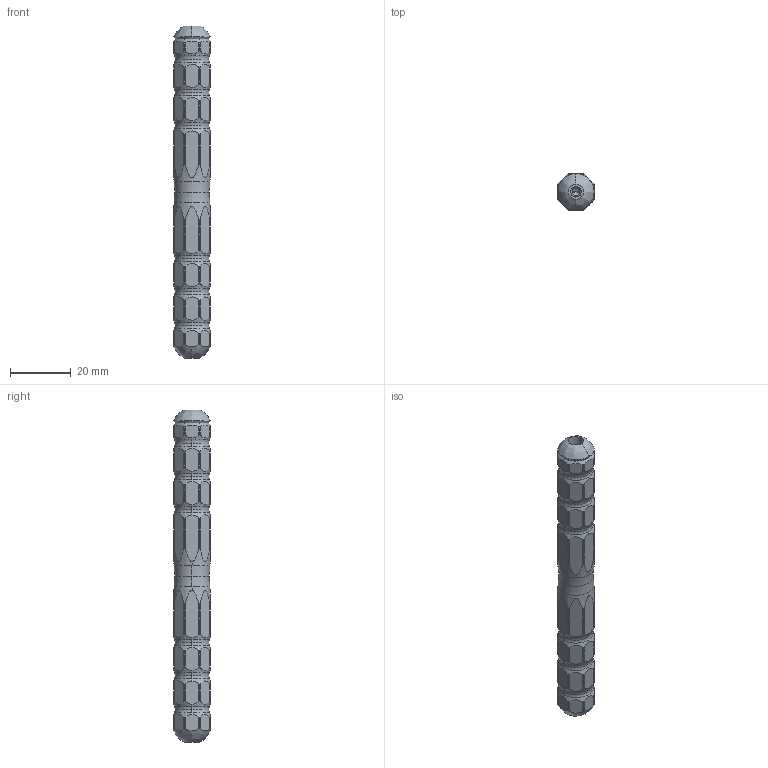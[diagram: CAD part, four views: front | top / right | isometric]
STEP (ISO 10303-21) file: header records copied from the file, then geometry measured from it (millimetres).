
FILE_DESCRIPTION (( 'STEP AP214' ), '1' );
FILE_NAME ('捈 001.001.001-17 wh.STEP', '2017-12-06T18:12:40', ( 'Denis' ), ( '' ), 'SwSTEP 2.0', 'SolidWorks 2015', '' );
FILE_SCHEMA (( 'AUTOMOTIVE_DESIGN' ));
Length unit declared in the file: millimetre
Products named in the file (1): 捈 001.001.001-17 wh
Bounding box: 12 x 12 x 109.42 mm (x, y, z)
Volume: 11791.1 mm3; surface area: 4674.9 mm2
Topology: 1 solids, 1 shells, 344 faces, 968 edges, 624 vertices
Faces by surface type: cylinder 200, plane 66, cone 40, torus 34, bspline 4
Entity records: 13606 total; most frequent: CARTESIAN_POINT 5749, ORIENTED_EDGE 1928, DIRECTION 1210, EDGE_CURVE 964, VERTEX_POINT 624, B_SPLINE_CURVE_WITH_KNOTS 544, AXIS2_PLACEMENT_3D 453, EDGE_LOOP 346
